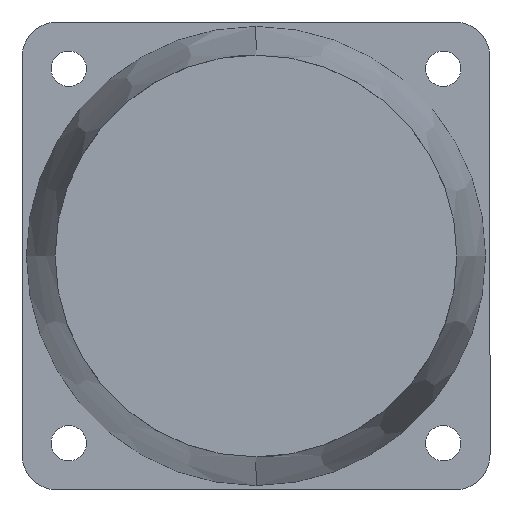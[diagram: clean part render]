
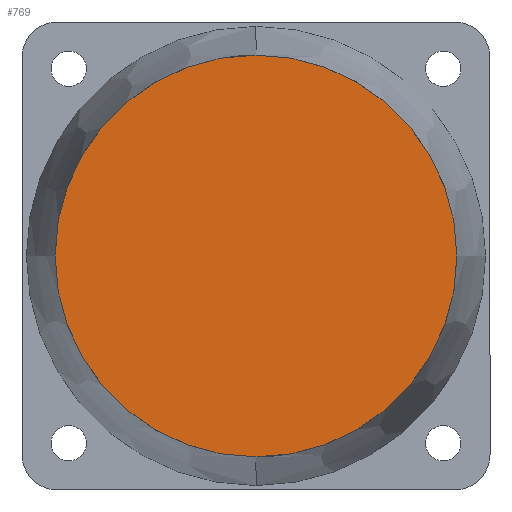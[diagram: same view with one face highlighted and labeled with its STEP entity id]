
A CAD part, front view. The second image highlights one B-rep face of the part: STEP entity #769.
In plain terms, the highlighted planar face has unit normal (0, -1, 0).
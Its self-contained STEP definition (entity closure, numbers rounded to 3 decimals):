
#62 = AXIS2_PLACEMENT_3D ( 'NONE', #579, #495, #172 ) ;
#142 = AXIS2_PLACEMENT_3D ( 'NONE', #834, #492, #427 ) ;
#172 = DIRECTION ( 'NONE',  ( 0., 0., 1. ) ) ;
#299 = CARTESIAN_POINT ( 'NONE',  ( 0., -30., -22.75 ) ) ;
#301 = EDGE_CURVE ( 'NONE', #715, #543, #972, .T. ) ;
#427 = DIRECTION ( 'NONE',  ( 0., 0., 1. ) ) ;
#437 = ORIENTED_EDGE ( 'NONE', *, *, #939, .F. ) ;
#492 = DIRECTION ( 'NONE',  ( 0., 1., 0. ) ) ;
#495 = DIRECTION ( 'NONE',  ( 0., 1., 0. ) ) ;
#527 = DIRECTION ( 'NONE',  ( 0., 0., 1. ) ) ;
#543 = VERTEX_POINT ( 'NONE', #299 ) ;
#544 = CARTESIAN_POINT ( 'NONE',  ( 0., -30., 22.75 ) ) ;
#579 = CARTESIAN_POINT ( 'NONE',  ( 0., -30., 0. ) ) ;
#657 = AXIS2_PLACEMENT_3D ( 'NONE', #980, #841, #527 ) ;
#664 = EDGE_LOOP ( 'NONE', ( #437, #1009 ) ) ;
#715 = VERTEX_POINT ( 'NONE', #544 ) ;
#769 = ADVANCED_FACE ( 'NONE', ( #891 ), #820, .F. ) ;
#820 = PLANE ( 'NONE',  #62 ) ;
#834 = CARTESIAN_POINT ( 'NONE',  ( 0., -30., 0. ) ) ;
#841 = DIRECTION ( 'NONE',  ( 0., 1., 0. ) ) ;
#891 = FACE_OUTER_BOUND ( 'NONE', #664, .T. ) ;
#939 = EDGE_CURVE ( 'NONE', #543, #715, #1004, .T. ) ;
#972 = CIRCLE ( 'NONE', #657, 22.75 ) ;
#980 = CARTESIAN_POINT ( 'NONE',  ( 0., -30., 0. ) ) ;
#1004 = CIRCLE ( 'NONE', #142, 22.75 ) ;
#1009 = ORIENTED_EDGE ( 'NONE', *, *, #301, .F. ) ;
